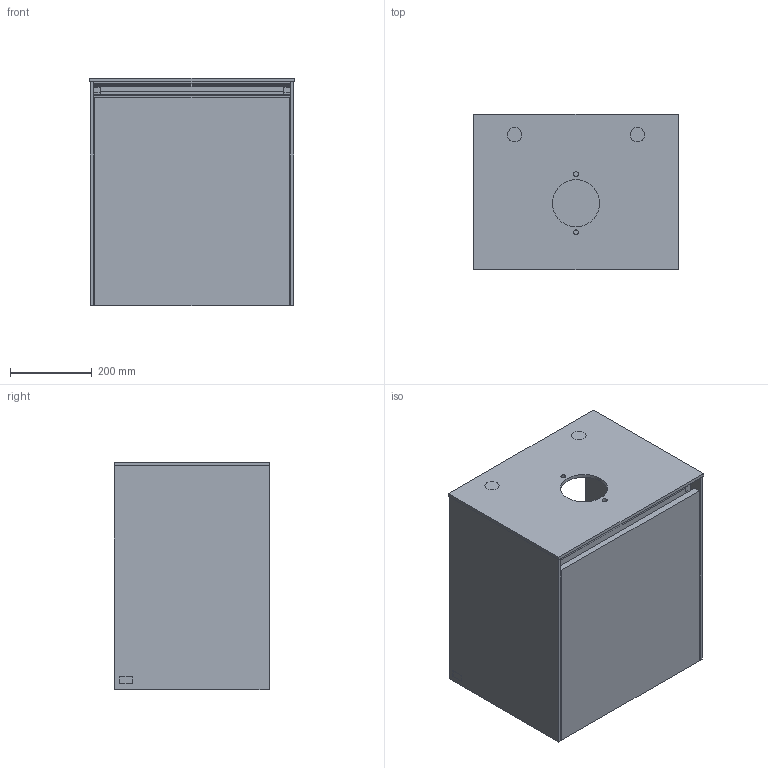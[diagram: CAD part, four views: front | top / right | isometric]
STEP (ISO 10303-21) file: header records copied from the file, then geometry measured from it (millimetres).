
FILE_DESCRIPTION(/* description */ (''),/* implementation_level */ '2;1');
FILE_NAME(/* name */ 'CA149_C14900_RFS.stp',/* time_stamp */ '2023-09-01T09:18:24+02:00',/* author */ ('KittsteinerD'),/* organization */ (''),/* preprocessor_version */ 'ST-DEVELOPER v18.1',/* originating_system */ 'Autodesk Inventor 2021',/* authorisation */ '');
FILE_SCHEMA (('AUTOMOTIVE_DESIGN { 1 0 10303 214 3 1 1 }'));
Length unit declared in the file: millimetre
Products named in the file (26): CA149_C14900_RFS; CA149_C14900_RFS_1; CA149_C14900_RFS_1_1; CA149_C14900_RFS_2; CA149_C14900_RFS_3; CA149_C14900_RFS_4; CA149_C14900_RFS_5; CA149_C14900_RFS_6; CA149_C14900_RFS_7; CA149_C14900_RFS_8; CA149_C14900_RFS_9; CA149_C14900_RFS_10; CA149_C14900_RFS_11; CA149_C14900_RFS_12; CA149_C14900_RFS_13; CA149_C14900_RFS_14; CA149_C14900_RFS_15; CA149_C14900_RFS_16; CA149_C14900_RFS_17; CA149_C14900_RFS_18; CA149_C14900_RFS_19; CA149_C14900_RFS_20; CA149_C14900_RFS_21; CA149_C14900_RFS_22; CA149_C14900_RFS_23; CA149_C14900_RFS_24
Assembly tree (25 placements, depth 2):
  CA149_C14900_RFS
    CA149_C14900_RFS_1
    CA149_C14900_RFS_1_1
    CA149_C14900_RFS_2
    CA149_C14900_RFS_3
    CA149_C14900_RFS_4
    CA149_C14900_RFS_5
    CA149_C14900_RFS_6
    CA149_C14900_RFS_7
    CA149_C14900_RFS_8
    CA149_C14900_RFS_9
    CA149_C14900_RFS_10
    CA149_C14900_RFS_11
    CA149_C14900_RFS_12
    CA149_C14900_RFS_13
    CA149_C14900_RFS_14
    CA149_C14900_RFS_15
    CA149_C14900_RFS_16
    CA149_C14900_RFS_17
    CA149_C14900_RFS_18
    CA149_C14900_RFS_19
    CA149_C14900_RFS_20
    CA149_C14900_RFS_21
    CA149_C14900_RFS_22
    CA149_C14900_RFS_23
    CA149_C14900_RFS_24
Bounding box: 500 x 380 x 554 mm (x, y, z)
Volume: 22440382.4 mm3; surface area: 3806842.9 mm2
Topology: 25 solids, 25 shells, 890 faces, 2375 edges, 1581 vertices
Faces by surface type: plane 573, cylinder 275, bspline 18, cone 16, torus 8
Full cylindrical faces by diameter (mm): 3 x17
Entity records: 30087 total; most frequent: CARTESIAN_POINT 6403, ORIENTED_EDGE 4750, DIRECTION 4708, EDGE_CURVE 2375, LINE 1716, VECTOR 1716, VERTEX_POINT 1581, AXIS2_PLACEMENT_3D 1496
